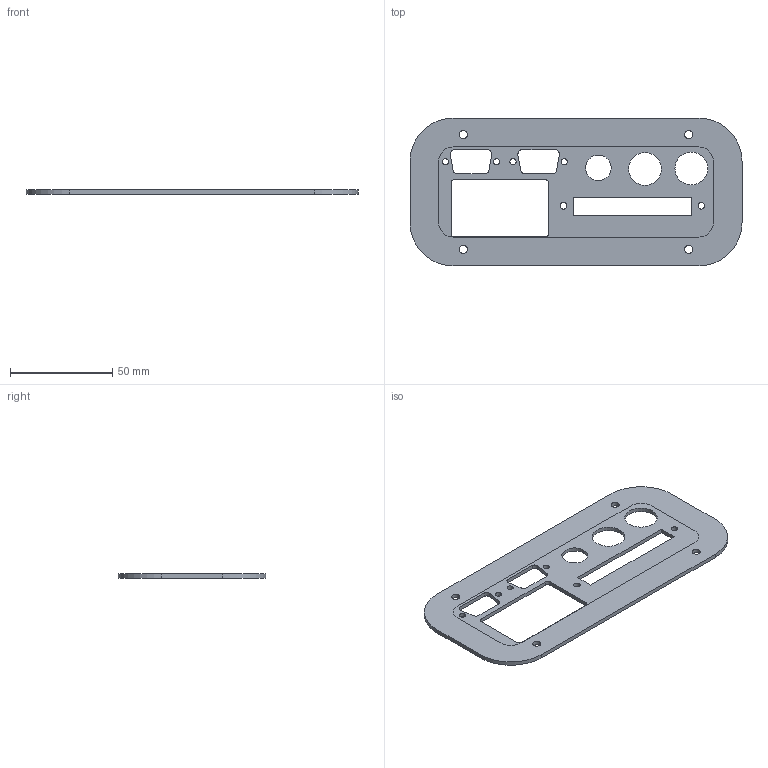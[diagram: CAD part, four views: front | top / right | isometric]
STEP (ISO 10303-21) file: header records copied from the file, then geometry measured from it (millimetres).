
FILE_DESCRIPTION (( 'STEP AP214' ), '1' );
FILE_NAME ('MainPlatesteppp.STEP', '2019-07-04T11:44:01', ( '' ), ( '' ), 'SwSTEP 2.0', 'SolidWorks 2018', '' );
FILE_SCHEMA (( 'AUTOMOTIVE_DESIGN' ));
Length unit declared in the file: millimetre
Products named in the file (1): MainPlatesteppp
Bounding box: 162 x 72 x 2 mm (x, y, z)
Volume: 16777.7 mm3; surface area: 20307 mm2
Topology: 2 solids, 2 shells, 84 faces, 240 edges, 160 vertices
Faces by surface type: cylinder 52, plane 32
Entity records: 2903 total; most frequent: DIRECTION 514, CARTESIAN_POINT 485, ORIENTED_EDGE 480, EDGE_CURVE 240, AXIS2_PLACEMENT_3D 189, VERTEX_POINT 160, VECTOR 136, LINE 136
